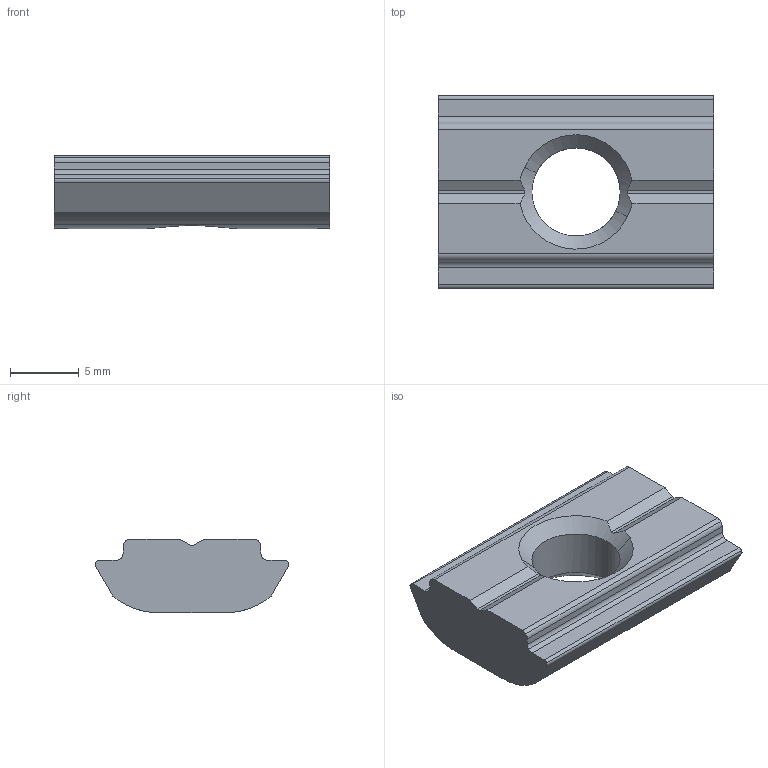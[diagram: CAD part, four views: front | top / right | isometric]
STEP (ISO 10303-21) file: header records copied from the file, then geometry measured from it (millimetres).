
FILE_DESCRIPTION(('STEP AP214'),'1');
FILE_NAME('cctmp_9F3890DB-C3A2-42A6-A1D1-8B0432FAEF01_2020_5_13_9_41_3_339..stp','2020-05-13T07:41:03',('Bosch Rexroth AG'),('CADClick - www.CADClick.com'),'Spatial InterOp 3D',' ','unknown authorization - (Healing Option Enabled)');
FILE_SCHEMA(('AUTOMOTIVE_DESIGN'));
Length unit declared in the file: millimetre
Products named in the file (1): 2020_05_13__09-41-03-339
Bounding box: 20 x 14.06 x 5.3 mm (x, y, z)
Volume: 1005.5 mm3; surface area: 820.9 mm2
Topology: 1 solids, 1 shells, 40 faces, 118 edges, 78 vertices
Faces by surface type: cylinder 18, plane 18, cone 4
Entity records: 1760 total; most frequent: CARTESIAN_POINT 295, DIRECTION 250, ORIENTED_EDGE 236, EDGE_CURVE 118, AXIS2_PLACEMENT_3D 93, VERTEX_POINT 78, LINE 64, VECTOR 64
